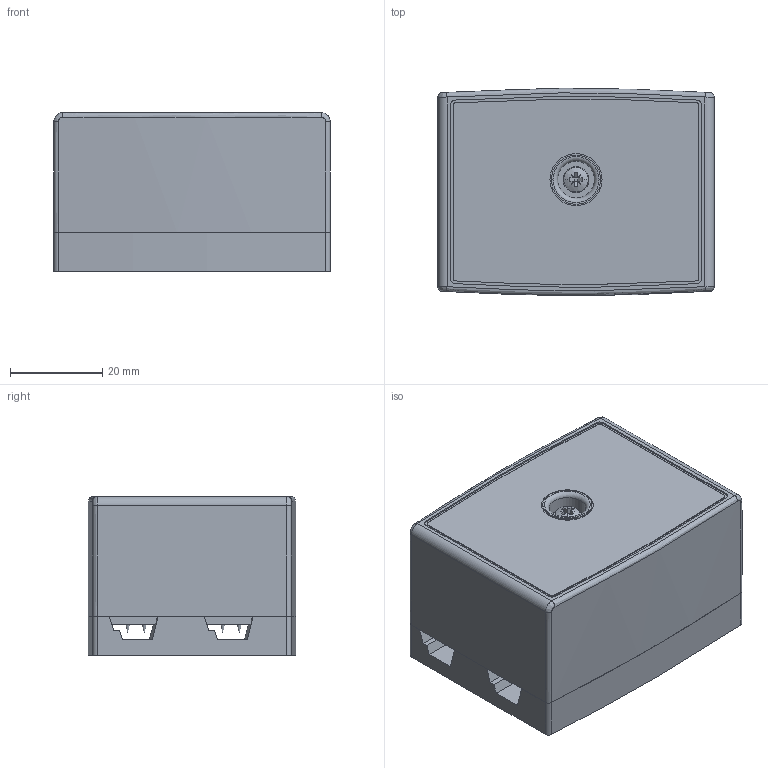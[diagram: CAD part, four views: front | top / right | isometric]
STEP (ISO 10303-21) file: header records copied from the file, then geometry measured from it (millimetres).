
FILE_DESCRIPTION(/* description */ ('Alibre Inc.'),/* implementation_level */ '2;1');
FILE_NAME(/* name */ 'export-720D3481-1E99-4D69-B4F8-3E7A89917F53',/* time_stamp */ '2020-06-04T08:22:06+02:00',/* author */ (''),/* organization */ (''),/* preprocessor_version */ 'ST-DEVELOPER v17',/* originating_system */ 'Alibre',/* authorisation */ '');
FILE_SCHEMA (('AUTOMOTIVE_DESIGN'));
Length unit declared in the file: millimetre
Products named in the file (5): 2; BENE INOX | 210216-3X30
Bounding box: 60 x 44.97 x 34.5 mm (x, y, z)
Volume: 85744.8 mm3; surface area: 24390.2 mm2
Topology: 4 solids, 5 shells, 222 faces, 530 edges, 344 vertices
Faces by surface type: plane 120, cylinder 33, bspline 32, cone 18, torus 17, sphere 2
Full cylindrical faces by diameter (mm): 3 x1, 3.18 x4, 3.5 x2, 8 x1, 10.67 x1, 11.3 x1
Entity records: 8819 total; most frequent: CARTESIAN_POINT 3961, ORIENTED_EDGE 962, DIRECTION 814, EDGE_CURVE 481, AXIS2_PLACEMENT_3D 345, VERTEX_POINT 336, EDGE_LOOP 301, FACE_BOUND 301
